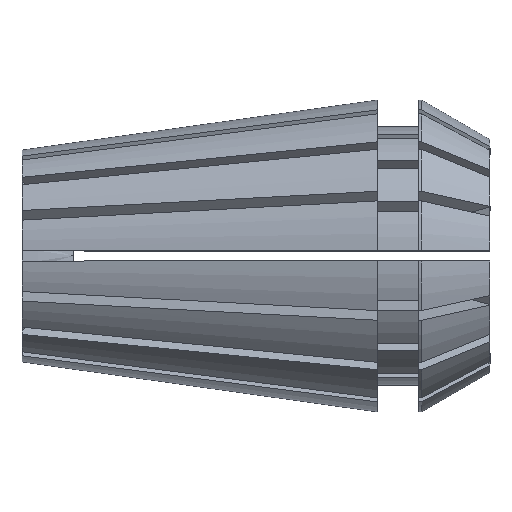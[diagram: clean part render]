
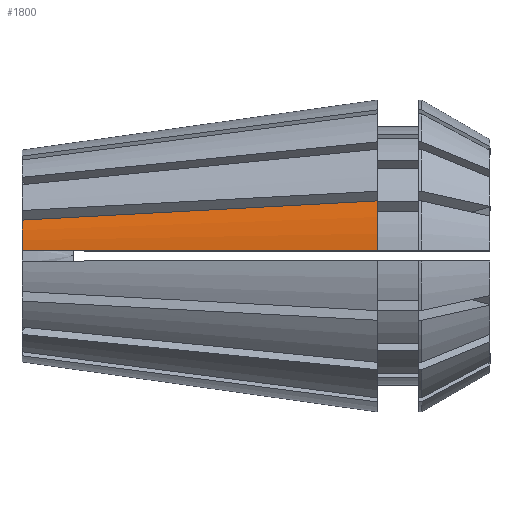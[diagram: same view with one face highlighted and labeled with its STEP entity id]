
A CAD part, top view. The second image highlights one B-rep face of the part: STEP entity #1800.
In plain terms, the highlighted conical face has half-angle 8 degrees and reference radius 10.5 mm.
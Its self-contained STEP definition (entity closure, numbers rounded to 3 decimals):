
#127 = CARTESIAN_POINT ( 'NONE',  ( 4.138, 2.629, 7.262 ) ) ;
#143 = CONICAL_SURFACE ( 'NONE', #2698, 10.5, 0.14 ) ;
#164 = CARTESIAN_POINT ( 'NONE',  ( 8.277, 2.852, 7.8 ) ) ;
#266 = CARTESIAN_POINT ( 'NONE',  ( 18.783, 0.35, 9.775 ) ) ;
#582 = VERTEX_POINT ( 'NONE', #2356 ) ;
#614 = CARTESIAN_POINT ( 'NONE',  ( 16.244, 3.281, 8.835 ) ) ;
#700 = DIRECTION ( 'NONE',  ( 0., 0., -1. ) ) ;
#722 = CARTESIAN_POINT ( 'NONE',  ( 11.837, 0.35, 8.798 ) ) ;
#1075 = CARTESIAN_POINT ( 'NONE',  ( 23.9, 3.693, 9.83 ) ) ;
#1139 = DIRECTION ( 'NONE',  ( -1., 0., 0. ) ) ;
#1183 = CARTESIAN_POINT ( 'NONE',  ( 3.061, 0.35, 7.564 ) ) ;
#1266 = ORIENTED_EDGE ( 'NONE', *, *, #1812, .F. ) ;
#1312 = VERTEX_POINT ( 'NONE', #4679 ) ;
#1377 = ORIENTED_EDGE ( 'NONE', *, *, #1777, .T. ) ;
#1443 = CARTESIAN_POINT ( 'NONE',  ( 0., 0., 0. ) ) ;
#1510 = CARTESIAN_POINT ( 'NONE',  ( 23.9, 0.35, 10.494 ) ) ;
#1621 = AXIS2_PLACEMENT_3D ( 'NONE', #1443, #4582, #1885 ) ;
#1624 = CARTESIAN_POINT ( 'NONE',  ( 1.02, 0.35, 7.276 ) ) ;
#1670 = B_SPLINE_CURVE_WITH_KNOTS ( 'NONE', 3,
 ( #1932, #127, #164, #3298, #614, #3754, #1075 ),
 .UNSPECIFIED., .F., .F.,
 ( 4, 3, 4 ),
 ( 0., 0.013, 0.024 ),
 .UNSPECIFIED. ) ;
#1777 = EDGE_CURVE ( 'NONE', #4668, #2002, #2812, .T. ) ;
#1800 = ADVANCED_FACE ( 'NONE', ( #4928 ), #143, .T. ) ;
#1812 = EDGE_CURVE ( 'NONE', #4668, #582, #2173, .T. ) ;
#1885 = DIRECTION ( 'NONE',  ( 0., 0., 1. ) ) ;
#1932 = CARTESIAN_POINT ( 'NONE',  ( 0., 2.406, 6.724 ) ) ;
#2002 = VERTEX_POINT ( 'NONE', #5742 ) ;
#2091 = AXIS2_PLACEMENT_3D ( 'NONE', #3823, #1139, #4274 ) ;
#2173 = B_SPLINE_CURVE_WITH_KNOTS ( 'NONE', 3,
 ( #3390, #5649, #266, #3407, #722, #3863, #1183, #4315, #1624, #4763 ),
 .UNSPECIFIED., .F., .F.,
 ( 4, 3, 3, 4 ),
 ( 0.044, 0.052, 0.065, 0.068 ),
 .UNSPECIFIED. ) ;
#2264 = CIRCLE ( 'NONE', #1621, 7.141 ) ;
#2356 = CARTESIAN_POINT ( 'NONE',  ( 0., 0.35, 7.133 ) ) ;
#2698 = AXIS2_PLACEMENT_3D ( 'NONE', #5621, #4288, #700 ) ;
#2812 = CIRCLE ( 'NONE', #2091, 10.5 ) ;
#3060 = ORIENTED_EDGE ( 'NONE', *, *, #4990, .F. ) ;
#3298 = CARTESIAN_POINT ( 'NONE',  ( 12.415, 3.075, 8.337 ) ) ;
#3390 = CARTESIAN_POINT ( 'NONE',  ( 23.9, 0.35, 10.494 ) ) ;
#3407 = CARTESIAN_POINT ( 'NONE',  ( 16.225, 0.35, 9.415 ) ) ;
#3754 = CARTESIAN_POINT ( 'NONE',  ( 20.072, 3.487, 9.332 ) ) ;
#3823 = CARTESIAN_POINT ( 'NONE',  ( 23.9, 0., 0. ) ) ;
#3863 = CARTESIAN_POINT ( 'NONE',  ( 7.449, 0.35, 8.181 ) ) ;
#4021 = ORIENTED_EDGE ( 'NONE', *, *, #5059, .F. ) ;
#4274 = DIRECTION ( 'NONE',  ( 0., 0., 1. ) ) ;
#4288 = DIRECTION ( 'NONE',  ( 1., 0., 0. ) ) ;
#4315 = CARTESIAN_POINT ( 'NONE',  ( 2.041, 0.35, 7.42 ) ) ;
#4446 = EDGE_LOOP ( 'NONE', ( #4021, #3060, #1266, #1377 ) ) ;
#4582 = DIRECTION ( 'NONE',  ( -1., 0., 0. ) ) ;
#4668 = VERTEX_POINT ( 'NONE', #1510 ) ;
#4679 = CARTESIAN_POINT ( 'NONE',  ( 0., 2.406, 6.724 ) ) ;
#4763 = CARTESIAN_POINT ( 'NONE',  ( 0., 0.35, 7.133 ) ) ;
#4928 = FACE_OUTER_BOUND ( 'NONE', #4446, .T. ) ;
#4990 = EDGE_CURVE ( 'NONE', #582, #1312, #2264, .T. ) ;
#5059 = EDGE_CURVE ( 'NONE', #1312, #2002, #1670, .T. ) ;
#5621 = CARTESIAN_POINT ( 'NONE',  ( 23.9, 0., 0. ) ) ;
#5649 = CARTESIAN_POINT ( 'NONE',  ( 21.342, 0.35, 10.135 ) ) ;
#5742 = CARTESIAN_POINT ( 'NONE',  ( 23.9, 3.693, 9.83 ) ) ;
